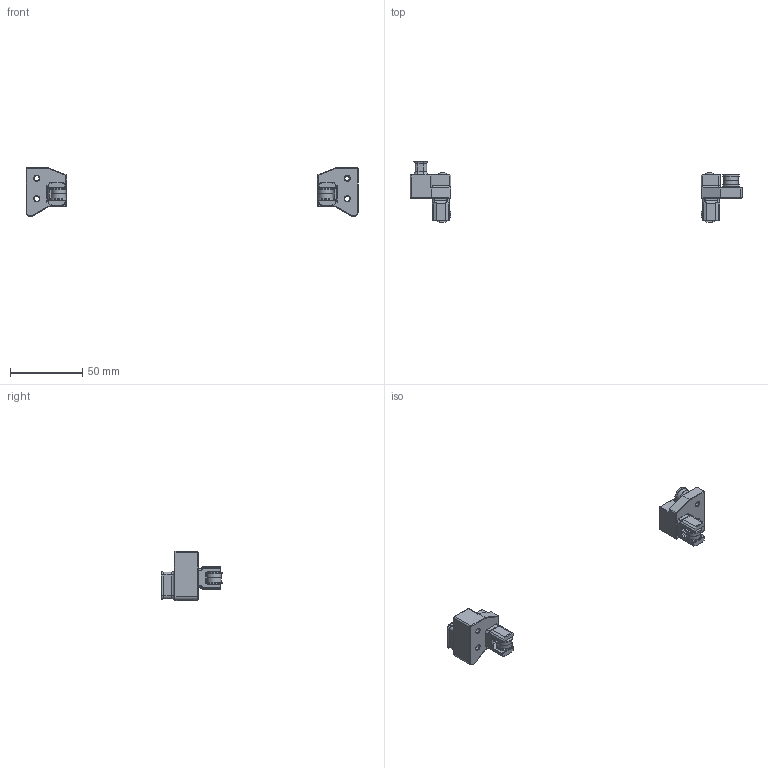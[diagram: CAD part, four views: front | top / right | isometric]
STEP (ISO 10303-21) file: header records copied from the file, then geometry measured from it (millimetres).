
FILE_DESCRIPTION(/* description */ (''),/* implementation_level */ '2;1');
FILE_NAME(/* name */ 'Tri-Zero_Z_Idler.step',/* time_stamp */ '2023-02-02T18:07:13+01:00',/* author */ (''),/* organization */ (''),/* preprocessor_version */ 'ST-DEVELOPER v19.2',/* originating_system */ 'Autodesk Translation Framework v11.17.0.187',/* authorisation */ '');
FILE_SCHEMA (('AUTOMOTIVE_DESIGN { 1 0 10303 214 3 1 1 }'));
Length unit declared in the file: millimetre
Products named in the file (19): Tri-Zero_A_Idler_V2; A_Idler; Hardware; f623_stack; f623_stack_1; f623-rs; M3 washer-1; 3x12 Pin; f623_stack v2(Mirror); f623-rs_1; M3 washer-1_1; 3x12 Pin(Mirror); M3x16_BHCS; M3x4_Threaded_Insert; M3x4_Threaded_Insert v1(Mirror); M3x16_BHCS v1(Mirror); Tensioner v1; B_Idler v1; B_Idler
Assembly tree (26 placements, depth 4):
  Tri-Zero_A_Idler_V2
    A_Idler
    Hardware
      f623_stack
        f623-rs  x2
        M3 washer-1  x2
      f623_stack_1
        f623-rs  x2
        M3 washer-1  x2
      3x12 Pin
      f623_stack v2(Mirror)
        f623-rs_1  x2
        M3 washer-1_1  x2
      3x12 Pin(Mirror)
      M3x16_BHCS
      M3x4_Threaded_Insert
      M3x4_Threaded_Insert v1(Mirror)
      M3x16_BHCS v1(Mirror)
    Tensioner v1
    B_Idler v1
      B_Idler
Bounding box: 230 x 42.37 x 34.01 mm (x, y, z)
Volume: 26176 mm3; surface area: 17501.9 mm2
Topology: 28 solids, 28 shells, 1055 faces, 2655 edges, 1678 vertices
Faces by surface type: plane 341, cylinder 309, bspline 298, cone 75, torus 30, sphere 2
Full cylindrical faces by diameter (mm): 3 x16, 3.2 x6, 3.4 x8, 4.6 x2, 5.05 x2, 5.16 x2, 5.56 x2, 5.7 x2, 6 x4, 6.06 x12, 6.4 x2, 6.94 x12, 7 x6, 10 x6, 11.7 x6
Entity records: 35245 total; most frequent: CARTESIAN_POINT 11775, ORIENTED_EDGE 5070, DIRECTION 4675, EDGE_CURVE 2535, AXIS2_PLACEMENT_3D 1713, VERTEX_POINT 1606, LINE 1249, VECTOR 1249
